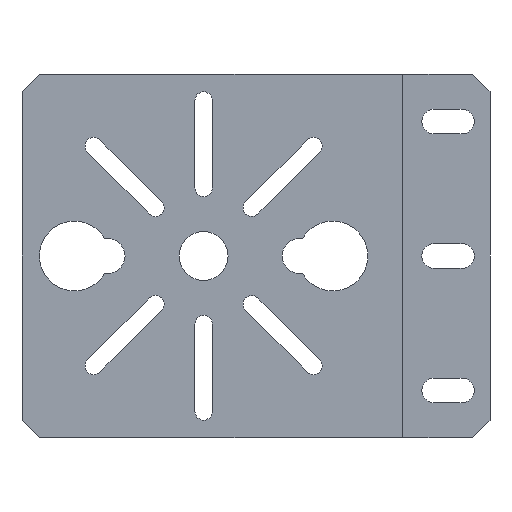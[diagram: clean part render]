
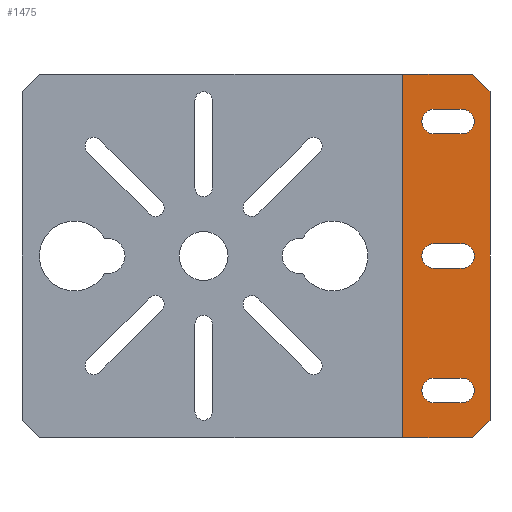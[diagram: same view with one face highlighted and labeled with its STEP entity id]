
A CAD part, left-side view. The second image highlights one B-rep face of the part: STEP entity #1475.
In plain terms, the highlighted planar face has unit normal (-1, 0, 0).
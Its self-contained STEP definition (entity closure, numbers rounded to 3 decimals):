
#2 = CARTESIAN_POINT ( 'NONE',  ( 12.5, -26.5, 0. ) ) ;
#5 = EDGE_LOOP ( 'NONE', ( #1095, #43, #982, #844 ) ) ;
#25 = CARTESIAN_POINT ( 'NONE',  ( 12.5, -10.5, 90.5 ) ) ;
#43 = ORIENTED_EDGE ( 'NONE', *, *, #1605, .F. ) ;
#48 = CARTESIAN_POINT ( 'NONE',  ( 12.5, -10.5, 13.5 ) ) ;
#51 = DIRECTION ( 'NONE',  ( -1., 0., 0. ) ) ;
#67 = CARTESIAN_POINT ( 'NONE',  ( 12.5, -1.5, 104. ) ) ;
#80 = LINE ( 'NONE', #166, #462 ) ;
#105 = ORIENTED_EDGE ( 'NONE', *, *, #1408, .F. ) ;
#112 = ORIENTED_EDGE ( 'NONE', *, *, #1937, .F. ) ;
#166 = CARTESIAN_POINT ( 'NONE',  ( 12.5, -10.5, 87. ) ) ;
#192 = DIRECTION ( 'NONE',  ( 0., -1., 0. ) ) ;
#200 = EDGE_CURVE ( 'NONE', #702, #870, #619, .T. ) ;
#225 = DIRECTION ( 'NONE',  ( 0., 0., 1. ) ) ;
#257 = VERTEX_POINT ( 'NONE', #1047 ) ;
#267 = EDGE_CURVE ( 'NONE', #780, #600, #1767, .T. ) ;
#283 = DIRECTION ( 'NONE',  ( -1., 0., 0. ) ) ;
#291 = CIRCLE ( 'NONE', #1071, 3.5 ) ;
#294 = AXIS2_PLACEMENT_3D ( 'NONE', #1963, #985, #2123 ) ;
#319 = EDGE_CURVE ( 'NONE', #257, #1433, #1630, .T. ) ;
#328 = EDGE_CURVE ( 'NONE', #2049, #847, #407, .T. ) ;
#346 = ORIENTED_EDGE ( 'NONE', *, *, #1772, .F. ) ;
#350 = DIRECTION ( 'NONE',  ( 0., 0., 1. ) ) ;
#356 = DIRECTION ( 'NONE',  ( 0., 1., 0. ) ) ;
#378 = EDGE_CURVE ( 'NONE', #1647, #1552, #688, .T. ) ;
#407 = LINE ( 'NONE', #2017, #1175 ) ;
#420 = DIRECTION ( 'NONE',  ( -1., 0., 0. ) ) ;
#428 = LINE ( 'NONE', #632, #822 ) ;
#455 = VECTOR ( 'NONE', #192, 1000. ) ;
#462 = VECTOR ( 'NONE', #1648, 1000. ) ;
#490 = ORIENTED_EDGE ( 'NONE', *, *, #267, .F. ) ;
#511 = ORIENTED_EDGE ( 'NONE', *, *, #328, .F. ) ;
#514 = EDGE_CURVE ( 'NONE', #1695, #2041, #2119, .T. ) ;
#517 = CARTESIAN_POINT ( 'NONE',  ( 12.5, -10.5, 48.5 ) ) ;
#522 = VERTEX_POINT ( 'NONE', #723 ) ;
#531 = CARTESIAN_POINT ( 'NONE',  ( 12.5, -10.5, 48.5 ) ) ;
#536 = DIRECTION ( 'NONE',  ( 0., 1., 0. ) ) ;
#564 = VERTEX_POINT ( 'NONE', #67 ) ;
#581 = CARTESIAN_POINT ( 'NONE',  ( 12.5, -18.5, 55.5 ) ) ;
#600 = VERTEX_POINT ( 'NONE', #898 ) ;
#619 = LINE ( 'NONE', #1784, #1447 ) ;
#632 = CARTESIAN_POINT ( 'NONE',  ( 12.5, -26.5, 104. ) ) ;
#642 = CARTESIAN_POINT ( 'NONE',  ( 12.5, -26.5, 5. ) ) ;
#680 = ORIENTED_EDGE ( 'NONE', *, *, #1256, .F. ) ;
#688 = CIRCLE ( 'NONE', #1609, 3.5 ) ;
#702 = VERTEX_POINT ( 'NONE', #2122 ) ;
#708 = ORIENTED_EDGE ( 'NONE', *, *, #514, .F. ) ;
#718 = PLANE ( 'NONE',  #2057 ) ;
#723 = CARTESIAN_POINT ( 'NONE',  ( 12.5, -10.5, 10. ) ) ;
#729 = DIRECTION ( 'NONE',  ( 0., 0., 1. ) ) ;
#750 = ORIENTED_EDGE ( 'NONE', *, *, #1075, .F. ) ;
#780 = VERTEX_POINT ( 'NONE', #517 ) ;
#795 = CARTESIAN_POINT ( 'NONE',  ( 12.5, -10.5, 17. ) ) ;
#822 = VECTOR ( 'NONE', #969, 1000. ) ;
#842 = VECTOR ( 'NONE', #729, 1000. ) ;
#844 = ORIENTED_EDGE ( 'NONE', *, *, #1955, .F. ) ;
#847 = VERTEX_POINT ( 'NONE', #795 ) ;
#869 = DIRECTION ( 'NONE',  ( 0., 0., 1. ) ) ;
#870 = VERTEX_POINT ( 'NONE', #642 ) ;
#872 = VECTOR ( 'NONE', #1866, 1000. ) ;
#873 = EDGE_CURVE ( 'NONE', #564, #1679, #428, .T. ) ;
#882 = CARTESIAN_POINT ( 'NONE',  ( 12.5, -26.5, 0. ) ) ;
#883 = CIRCLE ( 'NONE', #994, 3.5 ) ;
#884 = ORIENTED_EDGE ( 'NONE', *, *, #2027, .F. ) ;
#898 = CARTESIAN_POINT ( 'NONE',  ( 12.5, -18.5, 48.5 ) ) ;
#904 = CARTESIAN_POINT ( 'NONE',  ( 12.5, -10.5, 94. ) ) ;
#909 = ORIENTED_EDGE ( 'NONE', *, *, #1009, .F. ) ;
#912 = CARTESIAN_POINT ( 'NONE',  ( 12.5, -1.5, 0. ) ) ;
#940 = CIRCLE ( 'NONE', #1980, 3.5 ) ;
#947 = LINE ( 'NONE', #1533, #1809 ) ;
#949 = LINE ( 'NONE', #970, #1323 ) ;
#959 = CIRCLE ( 'NONE', #294, 3.5 ) ;
#962 = FACE_BOUND ( 'NONE', #5, .T. ) ;
#969 = DIRECTION ( 'NONE',  ( 0., -1., 0. ) ) ;
#970 = CARTESIAN_POINT ( 'NONE',  ( 12.5, -10.5, 10. ) ) ;
#977 = EDGE_LOOP ( 'NONE', ( #2018, #1535, #884, #1170, #1819, #750 ) ) ;
#982 = ORIENTED_EDGE ( 'NONE', *, *, #319, .F. ) ;
#985 = DIRECTION ( 'NONE',  ( -1., 0., 0. ) ) ;
#994 = AXIS2_PLACEMENT_3D ( 'NONE', #1266, #283, #1436 ) ;
#1009 = EDGE_CURVE ( 'NONE', #522, #1287, #949, .T. ) ;
#1047 = CARTESIAN_POINT ( 'NONE',  ( 12.5, -18.5, 87. ) ) ;
#1069 = CARTESIAN_POINT ( 'NONE',  ( 12.5, -21.5, 104. ) ) ;
#1071 = AXIS2_PLACEMENT_3D ( 'NONE', #1417, #420, #1590 ) ;
#1075 = EDGE_CURVE ( 'NONE', #1668, #564, #1282, .T. ) ;
#1095 = ORIENTED_EDGE ( 'NONE', *, *, #378, .F. ) ;
#1137 = VECTOR ( 'NONE', #1380, 1000. ) ;
#1156 = CARTESIAN_POINT ( 'NONE',  ( 12.5, -26.5, 99. ) ) ;
#1164 = CARTESIAN_POINT ( 'NONE',  ( 12.5, -18.5, 17. ) ) ;
#1170 = ORIENTED_EDGE ( 'NONE', *, *, #1307, .T. ) ;
#1175 = VECTOR ( 'NONE', #356, 1000. ) ;
#1203 = DIRECTION ( 'NONE',  ( -1., 0., 0. ) ) ;
#1205 = DIRECTION ( 'NONE',  ( 0., 0., 1. ) ) ;
#1245 = CARTESIAN_POINT ( 'NONE',  ( 12.5, -10.5, 94. ) ) ;
#1250 = CARTESIAN_POINT ( 'NONE',  ( 12.5, -18.5, 94. ) ) ;
#1256 = EDGE_CURVE ( 'NONE', #847, #522, #940, .T. ) ;
#1266 = CARTESIAN_POINT ( 'NONE',  ( 12.5, -10.5, 52. ) ) ;
#1275 = AXIS2_PLACEMENT_3D ( 'NONE', #1863, #2024, #350 ) ;
#1282 = LINE ( 'NONE', #1873, #842 ) ;
#1287 = VERTEX_POINT ( 'NONE', #2040 ) ;
#1307 = EDGE_CURVE ( 'NONE', #1971, #1679, #1706, .T. ) ;
#1323 = VECTOR ( 'NONE', #1755, 1000. ) ;
#1380 = DIRECTION ( 'NONE',  ( 0., 1., 0. ) ) ;
#1398 = DIRECTION ( 'NONE',  ( 0., 0.707, 0.707 ) ) ;
#1405 = FACE_OUTER_BOUND ( 'NONE', #977, .T. ) ;
#1408 = EDGE_CURVE ( 'NONE', #600, #1695, #291, .T. ) ;
#1417 = CARTESIAN_POINT ( 'NONE',  ( 12.5, -18.5, 52. ) ) ;
#1433 = VERTEX_POINT ( 'NONE', #1250 ) ;
#1436 = DIRECTION ( 'NONE',  ( 0., 0., 1. ) ) ;
#1447 = VECTOR ( 'NONE', #1779, 1000. ) ;
#1461 = FACE_BOUND ( 'NONE', #1943, .T. ) ;
#1475 = ADVANCED_FACE ( 'NONE', ( #1461, #1828, #1405, #962 ), #718, .T. ) ;
#1533 = CARTESIAN_POINT ( 'NONE',  ( 12.5, -1.5, 0. ) ) ;
#1535 = ORIENTED_EDGE ( 'NONE', *, *, #200, .T. ) ;
#1547 = CARTESIAN_POINT ( 'NONE',  ( 12.5, -10.5, 55.5 ) ) ;
#1552 = VERTEX_POINT ( 'NONE', #2042 ) ;
#1590 = DIRECTION ( 'NONE',  ( 0., 0., 1. ) ) ;
#1591 = LINE ( 'NONE', #1245, #1137 ) ;
#1596 = VECTOR ( 'NONE', #1973, 1000. ) ;
#1605 = EDGE_CURVE ( 'NONE', #1433, #1647, #1591, .T. ) ;
#1609 = AXIS2_PLACEMENT_3D ( 'NONE', #25, #1694, #869 ) ;
#1630 = CIRCLE ( 'NONE', #1275, 3.5 ) ;
#1647 = VERTEX_POINT ( 'NONE', #904 ) ;
#1648 = DIRECTION ( 'NONE',  ( 0., -1., 0. ) ) ;
#1668 = VERTEX_POINT ( 'NONE', #912 ) ;
#1679 = VERTEX_POINT ( 'NONE', #1069 ) ;
#1694 = DIRECTION ( 'NONE',  ( -1., 0., 0. ) ) ;
#1695 = VERTEX_POINT ( 'NONE', #581 ) ;
#1706 = LINE ( 'NONE', #1878, #2080 ) ;
#1755 = DIRECTION ( 'NONE',  ( 0., -1., 0. ) ) ;
#1767 = LINE ( 'NONE', #531, #455 ) ;
#1772 = EDGE_CURVE ( 'NONE', #2041, #780, #883, .T. ) ;
#1779 = DIRECTION ( 'NONE',  ( 0., -0.707, 0.707 ) ) ;
#1784 = CARTESIAN_POINT ( 'NONE',  ( 12.5, -24., 2.5 ) ) ;
#1809 = VECTOR ( 'NONE', #536, 1000. ) ;
#1819 = ORIENTED_EDGE ( 'NONE', *, *, #873, .F. ) ;
#1828 = FACE_BOUND ( 'NONE', #2133, .T. ) ;
#1863 = CARTESIAN_POINT ( 'NONE',  ( 12.5, -18.5, 90.5 ) ) ;
#1866 = DIRECTION ( 'NONE',  ( 0., 1., 0. ) ) ;
#1873 = CARTESIAN_POINT ( 'NONE',  ( 12.5, -1.5, 104. ) ) ;
#1878 = CARTESIAN_POINT ( 'NONE',  ( 12.5, -76., 49.5 ) ) ;
#1937 = EDGE_CURVE ( 'NONE', #1287, #2049, #959, .T. ) ;
#1943 = EDGE_LOOP ( 'NONE', ( #346, #708, #105, #490 ) ) ;
#1955 = EDGE_CURVE ( 'NONE', #1552, #257, #80, .T. ) ;
#1963 = CARTESIAN_POINT ( 'NONE',  ( 12.5, -18.5, 13.5 ) ) ;
#1971 = VERTEX_POINT ( 'NONE', #1156 ) ;
#1973 = DIRECTION ( 'NONE',  ( 0., 0., -1. ) ) ;
#1980 = AXIS2_PLACEMENT_3D ( 'NONE', #48, #1203, #225 ) ;
#1981 = CARTESIAN_POINT ( 'NONE',  ( 12.5, -10.5, 55.5 ) ) ;
#2012 = LINE ( 'NONE', #2, #1596 ) ;
#2017 = CARTESIAN_POINT ( 'NONE',  ( 12.5, -10.5, 17. ) ) ;
#2018 = ORIENTED_EDGE ( 'NONE', *, *, #2112, .F. ) ;
#2024 = DIRECTION ( 'NONE',  ( -1., 0., 0. ) ) ;
#2027 = EDGE_CURVE ( 'NONE', #1971, #870, #2012, .T. ) ;
#2040 = CARTESIAN_POINT ( 'NONE',  ( 12.5, -18.5, 10. ) ) ;
#2041 = VERTEX_POINT ( 'NONE', #1981 ) ;
#2042 = CARTESIAN_POINT ( 'NONE',  ( 12.5, -10.5, 87. ) ) ;
#2049 = VERTEX_POINT ( 'NONE', #1164 ) ;
#2057 = AXIS2_PLACEMENT_3D ( 'NONE', #882, #51, #1205 ) ;
#2080 = VECTOR ( 'NONE', #1398, 1000. ) ;
#2112 = EDGE_CURVE ( 'NONE', #702, #1668, #947, .T. ) ;
#2119 = LINE ( 'NONE', #1547, #872 ) ;
#2122 = CARTESIAN_POINT ( 'NONE',  ( 12.5, -21.5, 0. ) ) ;
#2123 = DIRECTION ( 'NONE',  ( 0., 0., 1. ) ) ;
#2133 = EDGE_LOOP ( 'NONE', ( #680, #511, #112, #909 ) ) ;
